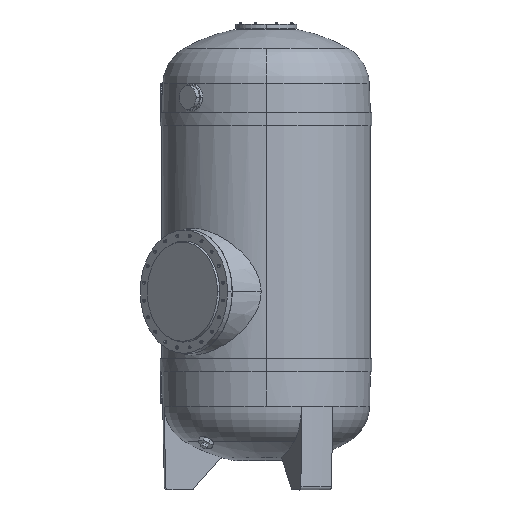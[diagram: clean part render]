
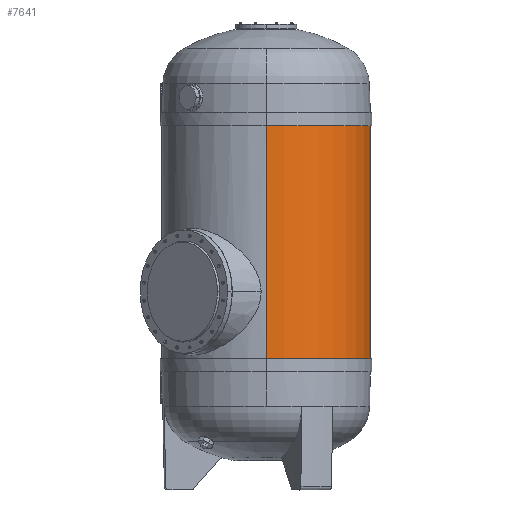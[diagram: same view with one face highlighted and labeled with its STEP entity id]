
A CAD part, top view. The second image highlights one B-rep face of the part: STEP entity #7641.
In plain terms, the highlighted cylindrical face has radius 477.5 mm (diameter 955 mm), a partial arc.
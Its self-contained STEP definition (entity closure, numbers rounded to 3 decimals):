
#431 = CARTESIAN_POINT ( 'NONE',  ( 7822.339, 602.831, -477.5 ) ) ;
#3116 = EDGE_CURVE ( 'NONE', #12339, #5520, #22539, .T. ) ;
#3623 = VECTOR ( 'NONE', #22776, 1000. ) ;
#3759 = VECTOR ( 'NONE', #14636, 1000. ) ;
#4283 = CARTESIAN_POINT ( 'NONE',  ( 7822.339, 602.831, 0. ) ) ;
#5520 = VERTEX_POINT ( 'NONE', #431 ) ;
#6458 = CARTESIAN_POINT ( 'NONE',  ( 7822.339, -56.791, 477.5 ) ) ;
#6968 = CARTESIAN_POINT ( 'NONE',  ( 7822.339, 1670.831, -477.5 ) ) ;
#7090 = CARTESIAN_POINT ( 'NONE',  ( 7822.339, 602.831, 477.5 ) ) ;
#7250 = CARTESIAN_POINT ( 'NONE',  ( 7822.339, 1670.831, 477.5 ) ) ;
#7445 = EDGE_LOOP ( 'NONE', ( #12212, #23204, #9169, #13102 ) ) ;
#7641 = ADVANCED_FACE ( 'NONE', ( #12934 ), #15457, .T. ) ;
#8101 = DIRECTION ( 'NONE',  ( 0., -1., 0. ) ) ;
#9169 = ORIENTED_EDGE ( 'NONE', *, *, #9879, .F. ) ;
#9288 = CIRCLE ( 'NONE', #20447, 477.5 ) ;
#9705 = VERTEX_POINT ( 'NONE', #7250 ) ;
#9879 = EDGE_CURVE ( 'NONE', #5520, #16619, #9288, .T. ) ;
#10015 = CARTESIAN_POINT ( 'NONE',  ( 7822.339, -56.791, 0. ) ) ;
#10074 = EDGE_CURVE ( 'NONE', #12339, #9705, #15808, .T. ) ;
#12212 = ORIENTED_EDGE ( 'NONE', *, *, #10074, .T. ) ;
#12339 = VERTEX_POINT ( 'NONE', #6968 ) ;
#12736 = EDGE_CURVE ( 'NONE', #9705, #16619, #22122, .T. ) ;
#12914 = DIRECTION ( 'NONE',  ( 0., 0., -1. ) ) ;
#12934 = FACE_OUTER_BOUND ( 'NONE', #7445, .T. ) ;
#13102 = ORIENTED_EDGE ( 'NONE', *, *, #3116, .F. ) ;
#14636 = DIRECTION ( 'NONE',  ( 0., -1., 0. ) ) ;
#15353 = DIRECTION ( 'NONE',  ( 0., 0., -1. ) ) ;
#15457 = CYLINDRICAL_SURFACE ( 'NONE', #20159, 477.5 ) ;
#15808 = CIRCLE ( 'NONE', #19691, 477.5 ) ;
#16619 = VERTEX_POINT ( 'NONE', #7090 ) ;
#18304 = CARTESIAN_POINT ( 'NONE',  ( 7822.339, 1670.831, 0. ) ) ;
#18606 = CARTESIAN_POINT ( 'NONE',  ( 7822.339, -56.791, -477.5 ) ) ;
#18794 = DIRECTION ( 'NONE',  ( 0., 0., -1. ) ) ;
#19691 = AXIS2_PLACEMENT_3D ( 'NONE', #18304, #20042, #12914 ) ;
#20042 = DIRECTION ( 'NONE',  ( 0., -1., 0. ) ) ;
#20159 = AXIS2_PLACEMENT_3D ( 'NONE', #10015, #8101, #15353 ) ;
#20447 = AXIS2_PLACEMENT_3D ( 'NONE', #4283, #20768, #18794 ) ;
#20768 = DIRECTION ( 'NONE',  ( 0., -1., 0. ) ) ;
#22122 = LINE ( 'NONE', #6458, #3623 ) ;
#22539 = LINE ( 'NONE', #18606, #3759 ) ;
#22776 = DIRECTION ( 'NONE',  ( 0., -1., 0. ) ) ;
#23204 = ORIENTED_EDGE ( 'NONE', *, *, #12736, .T. ) ;
